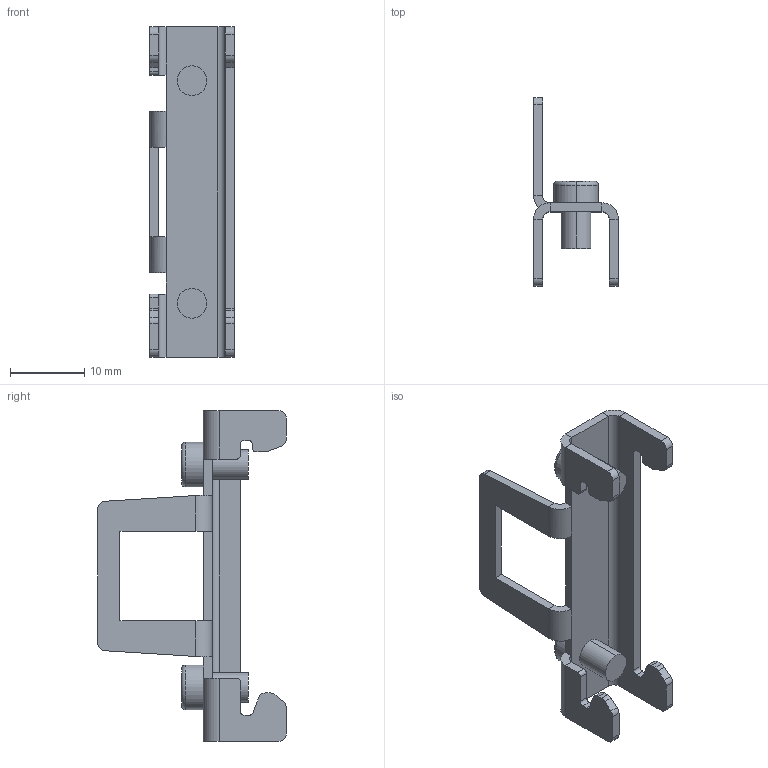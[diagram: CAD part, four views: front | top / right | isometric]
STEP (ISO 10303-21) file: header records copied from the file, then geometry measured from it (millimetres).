
FILE_DESCRIPTION (( 'STEP AP214' ), '1' );
FILE_NAME ('Çàæèì íà DIN-ðåéêó ahdw-201.STEP', '2018-04-11T13:40:59', ( '' ), ( '' ), 'SwSTEP 2.0', 'SolidWorks 2017', '' );
FILE_SCHEMA (( 'AUTOMOTIVE_DESIGN' ));
Length unit declared in the file: millimetre
Products named in the file (1): Çàæèì íà DIN-ðåéêó ahdw-201
Bounding box: 11.4 x 25.4 x 44.5 mm (x, y, z)
Volume: 1382 mm3; surface area: 2448.9 mm2
Topology: 1 solids, 1 shells, 139 faces, 357 edges, 224 vertices
Faces by surface type: plane 87, cylinder 46, torus 4, bspline 2
Entity records: 4301 total; most frequent: CARTESIAN_POINT 827, DIRECTION 725, ORIENTED_EDGE 714, EDGE_CURVE 357, VECTOR 257, LINE 257, AXIS2_PLACEMENT_3D 234, VERTEX_POINT 224
